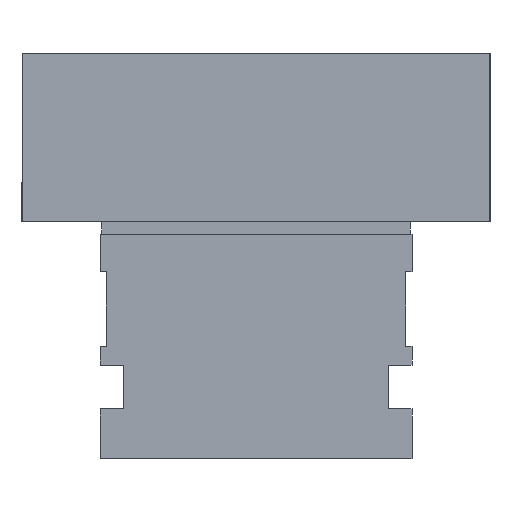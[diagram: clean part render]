
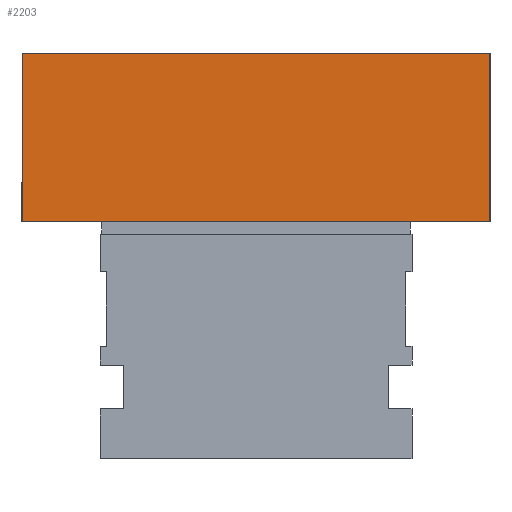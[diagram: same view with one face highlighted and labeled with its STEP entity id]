
A CAD part, front view. The second image highlights one B-rep face of the part: STEP entity #2203.
In plain terms, the highlighted face is planar.
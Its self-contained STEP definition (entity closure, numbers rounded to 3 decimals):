
#15 = ORIENTED_EDGE ( 'NONE', *, *, #984, .T. ) ;
#37 = LINE ( 'NONE', #824, #1863 ) ;
#95 = CARTESIAN_POINT ( 'NONE',  ( -70., 75., 54. ) ) ;
#125 = VERTEX_POINT ( 'NONE', #1594 ) ;
#217 = ORIENTED_EDGE ( 'NONE', *, *, #356, .F. ) ;
#294 = DIRECTION ( 'NONE',  ( 0., 0., -1. ) ) ;
#356 = EDGE_CURVE ( 'NONE', #769, #1787, #1485, .T. ) ;
#507 = CARTESIAN_POINT ( 'NONE',  ( -70., -75., 54. ) ) ;
#686 = CARTESIAN_POINT ( 'NONE',  ( -70., 75., 0. ) ) ;
#769 = VERTEX_POINT ( 'NONE', #2248 ) ;
#824 = CARTESIAN_POINT ( 'NONE',  ( -70., 75., 0. ) ) ;
#883 = CARTESIAN_POINT ( 'NONE',  ( -70., 75., 54. ) ) ;
#886 = PLANE ( 'NONE',  #2001 ) ;
#984 = EDGE_CURVE ( 'NONE', #769, #1078, #2452, .T. ) ;
#1078 = VERTEX_POINT ( 'NONE', #686 ) ;
#1093 = EDGE_LOOP ( 'NONE', ( #1522, #217, #15, #1429 ) ) ;
#1101 = DIRECTION ( 'NONE',  ( 0., 0., -1. ) ) ;
#1267 = LINE ( 'NONE', #2087, #1299 ) ;
#1284 = CARTESIAN_POINT ( 'NONE',  ( -70., -75., 54. ) ) ;
#1299 = VECTOR ( 'NONE', #2071, 1000. ) ;
#1429 = ORIENTED_EDGE ( 'NONE', *, *, #1665, .F. ) ;
#1485 = LINE ( 'NONE', #1284, #2129 ) ;
#1522 = ORIENTED_EDGE ( 'NONE', *, *, #2152, .T. ) ;
#1594 = CARTESIAN_POINT ( 'NONE',  ( -70., -75., 0. ) ) ;
#1665 = EDGE_CURVE ( 'NONE', #125, #1078, #37, .T. ) ;
#1699 = DIRECTION ( 'NONE',  ( 0., 1., 0. ) ) ;
#1787 = VERTEX_POINT ( 'NONE', #507 ) ;
#1863 = VECTOR ( 'NONE', #1699, 1000. ) ;
#1965 = VECTOR ( 'NONE', #294, 1000. ) ;
#2001 = AXIS2_PLACEMENT_3D ( 'NONE', #95, #2101, #1101 ) ;
#2071 = DIRECTION ( 'NONE',  ( 0., 0., 1. ) ) ;
#2087 = CARTESIAN_POINT ( 'NONE',  ( -70., -75., 54. ) ) ;
#2101 = DIRECTION ( 'NONE',  ( 1., 0., 0. ) ) ;
#2108 = DIRECTION ( 'NONE',  ( 0., -1., 0. ) ) ;
#2129 = VECTOR ( 'NONE', #2108, 1000. ) ;
#2152 = EDGE_CURVE ( 'NONE', #125, #1787, #1267, .T. ) ;
#2203 = ADVANCED_FACE ( 'NONE', ( #2241 ), #886, .F. ) ;
#2241 = FACE_OUTER_BOUND ( 'NONE', #1093, .T. ) ;
#2248 = CARTESIAN_POINT ( 'NONE',  ( -70., 75., 54. ) ) ;
#2452 = LINE ( 'NONE', #883, #1965 ) ;
